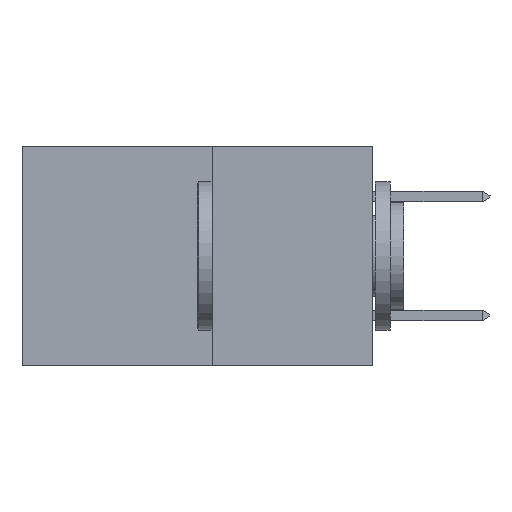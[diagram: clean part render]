
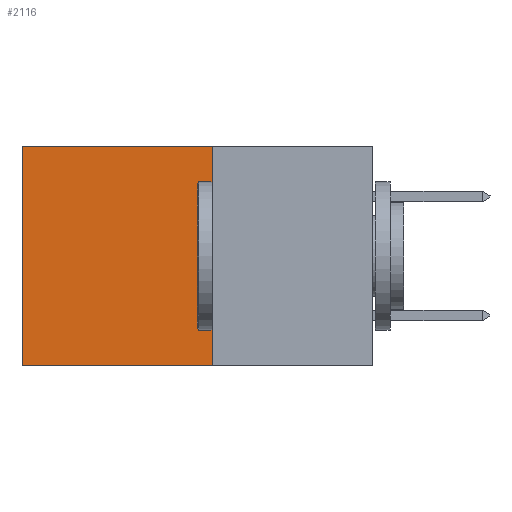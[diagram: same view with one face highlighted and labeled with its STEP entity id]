
A CAD part, left-side view. The second image highlights one B-rep face of the part: STEP entity #2116.
In plain terms, the highlighted planar face has unit normal (-1, 0, 0).
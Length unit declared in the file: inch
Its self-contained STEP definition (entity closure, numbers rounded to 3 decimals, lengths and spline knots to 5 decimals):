
#251 = CARTESIAN_POINT ( 'NONE',  ( 0.277, 0.27, -0.37 ) ) ;
#265 = VECTOR ( 'NONE', #5236, 39.37008 ) ;
#607 = ORIENTED_EDGE ( 'NONE', *, *, #2178, .T. ) ;
#653 = ORIENTED_EDGE ( 'NONE', *, *, #5107, .F. ) ;
#701 = ORIENTED_EDGE ( 'NONE', *, *, #8682, .F. ) ;
#728 = ORIENTED_EDGE ( 'NONE', *, *, #12753, .T. ) ;
#1525 = CARTESIAN_POINT ( 'NONE',  ( 0.277, 0.59, -0.37 ) ) ;
#1836 = LINE ( 'NONE', #251, #3422 ) ;
#2116 = ADVANCED_FACE ( 'NONE', ( #2275 ), #10480, .F. ) ;
#2178 = EDGE_CURVE ( 'NONE', #8233, #12558, #12286, .T. ) ;
#2275 = FACE_OUTER_BOUND ( 'NONE', #4619, .T. ) ;
#3422 = VECTOR ( 'NONE', #11493, 39.37008 ) ;
#3891 = VECTOR ( 'NONE', #7428, 39.37008 ) ;
#4098 = CARTESIAN_POINT ( 'NONE',  ( 0.277, 0.27, 0. ) ) ;
#4619 = EDGE_LOOP ( 'NONE', ( #607, #653, #701, #728 ) ) ;
#5107 = EDGE_CURVE ( 'NONE', #7549, #12558, #1836, .T. ) ;
#5236 = DIRECTION ( 'NONE',  ( 0., 1., 0. ) ) ;
#5598 = CARTESIAN_POINT ( 'NONE',  ( 0.277, 0.59, 0. ) ) ;
#7428 = DIRECTION ( 'NONE',  ( 0., 0., -1. ) ) ;
#7549 = VERTEX_POINT ( 'NONE', #7907 ) ;
#7660 = VECTOR ( 'NONE', #12483, 39.37008 ) ;
#7907 = CARTESIAN_POINT ( 'NONE',  ( 0.277, 0.27, -0.37 ) ) ;
#8233 = VERTEX_POINT ( 'NONE', #5598 ) ;
#8372 = VERTEX_POINT ( 'NONE', #10020 ) ;
#8682 = EDGE_CURVE ( 'NONE', #8372, #7549, #13047, .T. ) ;
#9070 = LINE ( 'NONE', #4098, #265 ) ;
#9815 = AXIS2_PLACEMENT_3D ( 'NONE', #11256, #10976, #11016 ) ;
#9847 = CARTESIAN_POINT ( 'NONE',  ( 0.277, 0.59, -0.37 ) ) ;
#10020 = CARTESIAN_POINT ( 'NONE',  ( 0.277, 0.27, 0. ) ) ;
#10480 = PLANE ( 'NONE',  #9815 ) ;
#10976 = DIRECTION ( 'NONE',  ( 1., 0., 0. ) ) ;
#11016 = DIRECTION ( 'NONE',  ( 0., 0., -1. ) ) ;
#11256 = CARTESIAN_POINT ( 'NONE',  ( 0.277, 0.27, -0.37 ) ) ;
#11493 = DIRECTION ( 'NONE',  ( 0., 1., 0. ) ) ;
#12286 = LINE ( 'NONE', #9847, #3891 ) ;
#12483 = DIRECTION ( 'NONE',  ( 0., 0., -1. ) ) ;
#12558 = VERTEX_POINT ( 'NONE', #1525 ) ;
#12753 = EDGE_CURVE ( 'NONE', #8372, #8233, #9070, .T. ) ;
#13047 = LINE ( 'NONE', #13437, #7660 ) ;
#13437 = CARTESIAN_POINT ( 'NONE',  ( 0.277, 0.27, -0.37 ) ) ;
